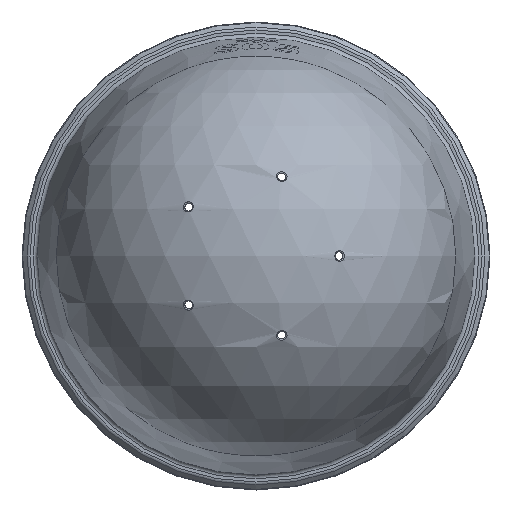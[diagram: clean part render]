
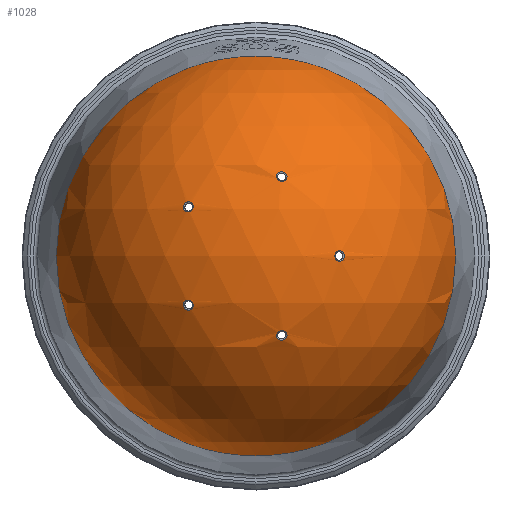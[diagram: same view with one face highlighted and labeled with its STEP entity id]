
A CAD part, front view. The second image highlights one B-rep face of the part: STEP entity #1028.
In plain terms, the highlighted spherical face has radius 48.531 mm.
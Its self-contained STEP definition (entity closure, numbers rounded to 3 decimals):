
#58 = EDGE_CURVE ( 'NONE', #1546, #1546, #204, .T. ) ;
#77 = VERTEX_POINT ( 'NONE', #303 ) ;
#79 = DIRECTION ( 'NONE',  ( 0.333, 0.911, -0.242 ) ) ;
#87 = ORIENTED_EDGE ( 'NONE', *, *, #58, .T. ) ;
#97 = DIRECTION ( 'NONE',  ( 0., 0., -1. ) ) ;
#123 = EDGE_LOOP ( 'NONE', ( #1773 ) ) ;
#166 = DIRECTION ( 'NONE',  ( -0.911, -0.412, 0. ) ) ;
#169 = EDGE_CURVE ( 'NONE', #613, #613, #1960, .T. ) ;
#204 = CIRCLE ( 'NONE', #274, 1.256 ) ;
#210 = CARTESIAN_POINT ( 'NONE',  ( 0., -28.396, 47.794 ) ) ;
#248 = DIRECTION ( 'NONE',  ( 0., 1., 0. ) ) ;
#250 = CIRCLE ( 'NONE', #996, 1.256 ) ;
#251 = EDGE_CURVE ( 'NONE', #853, #853, #250, .T. ) ;
#263 = AXIS2_PLACEMENT_3D ( 'NONE', #1656, #97, #1653 ) ;
#274 = AXIS2_PLACEMENT_3D ( 'NONE', #885, #403, #1023 ) ;
#303 = CARTESIAN_POINT ( 'NONE',  ( -17.355, -63.741, -11.752 ) ) ;
#304 = EDGE_LOOP ( 'NONE', ( #1342 ) ) ;
#379 = CARTESIAN_POINT ( 'NONE',  ( 6.178, -64.173, 19.015 ) ) ;
#384 = DIRECTION ( 'NONE',  ( 0., 0.395, 0.919 ) ) ;
#403 = DIRECTION ( 'NONE',  ( -0.127, 0.911, 0.392 ) ) ;
#538 = CARTESIAN_POINT ( 'NONE',  ( -16.175, -64.173, 11.752 ) ) ;
#612 = ORIENTED_EDGE ( 'NONE', *, *, #1148, .T. ) ;
#613 = VERTEX_POINT ( 'NONE', #793 ) ;
#710 = DIRECTION ( 'NONE',  ( 0., 0., 1. ) ) ;
#738 = AXIS2_PLACEMENT_3D ( 'NONE', #1168, #248, #710 ) ;
#759 = FACE_OUTER_BOUND ( 'NONE', #304, .T. ) ;
#793 = CARTESIAN_POINT ( 'NONE',  ( -17.355, -63.741, 11.752 ) ) ;
#802 = CIRCLE ( 'NONE', #738, 47.794 ) ;
#853 = VERTEX_POINT ( 'NONE', #1102 ) ;
#885 = CARTESIAN_POINT ( 'NONE',  ( 6.178, -64.173, -19.015 ) ) ;
#945 = DIRECTION ( 'NONE',  ( 0.333, 0.911, 0.242 ) ) ;
#963 = DIRECTION ( 'NONE',  ( -0.412, 0.911, 0. ) ) ;
#996 = AXIS2_PLACEMENT_3D ( 'NONE', #379, #1455, #384 ) ;
#1023 = DIRECTION ( 'NONE',  ( 0., -0.395, 0.919 ) ) ;
#1028 = ADVANCED_FACE ( 'NONE', ( #1799, #1091, #1373, #1502, #1045, #759 ), #1479, .T. ) ;
#1045 = FACE_BOUND ( 'NONE', #1110, .T. ) ;
#1091 = FACE_BOUND ( 'NONE', #1771, .T. ) ;
#1099 = CARTESIAN_POINT ( 'NONE',  ( 6.178, -64.669, -17.861 ) ) ;
#1102 = CARTESIAN_POINT ( 'NONE',  ( 6.178, -63.676, 20.169 ) ) ;
#1110 = EDGE_LOOP ( 'NONE', ( #1449 ) ) ;
#1148 = EDGE_CURVE ( 'NONE', #77, #77, #1304, .T. ) ;
#1168 = CARTESIAN_POINT ( 'NONE',  ( 0., -28.396, 0. ) ) ;
#1186 = AXIS2_PLACEMENT_3D ( 'NONE', #1873, #963, #166 ) ;
#1254 = CIRCLE ( 'NONE', #1186, 1.256 ) ;
#1299 = EDGE_CURVE ( 'NONE', #1339, #1339, #1254, .T. ) ;
#1304 = CIRCLE ( 'NONE', #1888, 1.256 ) ;
#1339 = VERTEX_POINT ( 'NONE', #1696 ) ;
#1342 = ORIENTED_EDGE ( 'NONE', *, *, #1821, .F. ) ;
#1373 = FACE_BOUND ( 'NONE', #123, .T. ) ;
#1449 = ORIENTED_EDGE ( 'NONE', *, *, #1299, .T. ) ;
#1455 = DIRECTION ( 'NONE',  ( -0.127, 0.911, -0.392 ) ) ;
#1479 = SPHERICAL_SURFACE ( 'NONE', #263, 48.531 ) ;
#1502 = FACE_BOUND ( 'NONE', #1697, .T. ) ;
#1546 = VERTEX_POINT ( 'NONE', #1099 ) ;
#1570 = DIRECTION ( 'NONE',  ( -0.939, 0.344, 0. ) ) ;
#1653 = DIRECTION ( 'NONE',  ( 1., 0., 0. ) ) ;
#1656 = CARTESIAN_POINT ( 'NONE',  ( 0., -19.969, 0. ) ) ;
#1659 = EDGE_LOOP ( 'NONE', ( #87 ) ) ;
#1695 = AXIS2_PLACEMENT_3D ( 'NONE', #538, #79, #1774 ) ;
#1696 = CARTESIAN_POINT ( 'NONE',  ( 18.848, -64.69, 0. ) ) ;
#1697 = EDGE_LOOP ( 'NONE', ( #1970 ) ) ;
#1743 = VERTEX_POINT ( 'NONE', #210 ) ;
#1771 = EDGE_LOOP ( 'NONE', ( #612 ) ) ;
#1773 = ORIENTED_EDGE ( 'NONE', *, *, #169, .T. ) ;
#1774 = DIRECTION ( 'NONE',  ( -0.939, 0.344, 0. ) ) ;
#1799 = FACE_BOUND ( 'NONE', #1659, .T. ) ;
#1821 = EDGE_CURVE ( 'NONE', #1743, #1743, #802, .T. ) ;
#1873 = CARTESIAN_POINT ( 'NONE',  ( 19.993, -64.173, 0. ) ) ;
#1882 = CARTESIAN_POINT ( 'NONE',  ( -16.175, -64.173, -11.752 ) ) ;
#1888 = AXIS2_PLACEMENT_3D ( 'NONE', #1882, #945, #1570 ) ;
#1960 = CIRCLE ( 'NONE', #1695, 1.256 ) ;
#1970 = ORIENTED_EDGE ( 'NONE', *, *, #251, .T. ) ;
